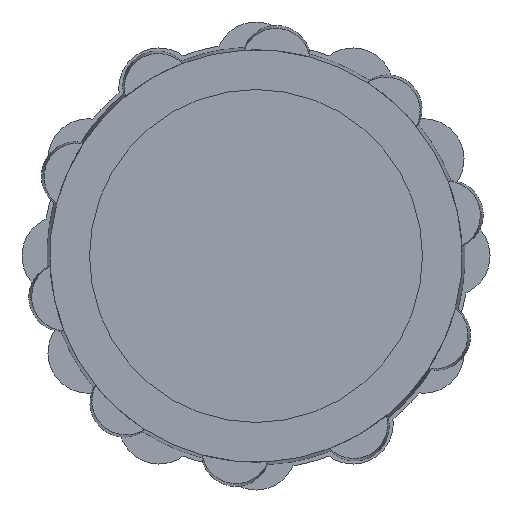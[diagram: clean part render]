
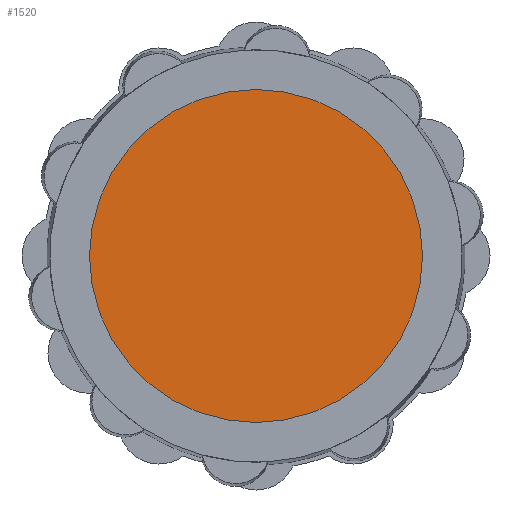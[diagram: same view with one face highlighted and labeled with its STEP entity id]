
A CAD part, left-side view. The second image highlights one B-rep face of the part: STEP entity #1520.
In plain terms, the highlighted planar face has unit normal (-1, 0, 0).
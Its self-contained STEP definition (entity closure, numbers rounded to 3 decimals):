
#229=FACE_OUTER_BOUND('',#322,.T.);
#322=EDGE_LOOP('',(#948));
#419=CIRCLE('',#1647,10.35);
#573=VERTEX_POINT('',#2368);
#727=EDGE_CURVE('',#573,#573,#419,.T.);
#948=ORIENTED_EDGE('',*,*,#727,.F.);
#1390=PLANE('',#1646);
#1520=ADVANCED_FACE('',(#229),#1390,.F.);
#1646=AXIS2_PLACEMENT_3D('',#2367,#1865,#1866);
#1647=AXIS2_PLACEMENT_3D('',#2369,#1867,#1868);
#1865=DIRECTION('center_axis',(1.,0.,0.));
#1866=DIRECTION('ref_axis',(0.,0.,-1.));
#1867=DIRECTION('center_axis',(1.,0.,0.));
#1868=DIRECTION('ref_axis',(0.,1.,0.));
#2367=CARTESIAN_POINT('Origin',(0.,0.,0.));
#2368=CARTESIAN_POINT('',(0.,-10.35,0.));
#2369=CARTESIAN_POINT('Origin',(0.,0.,0.));
